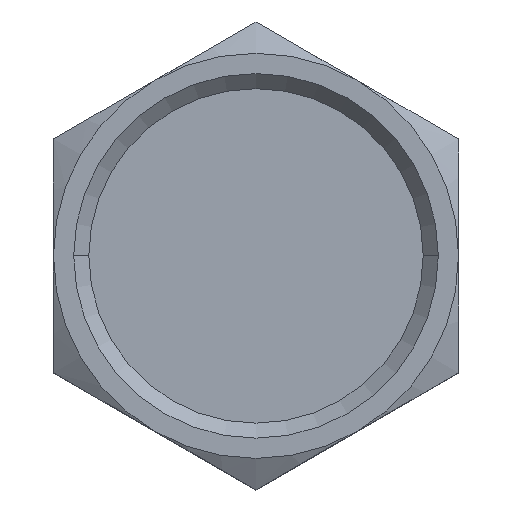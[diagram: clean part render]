
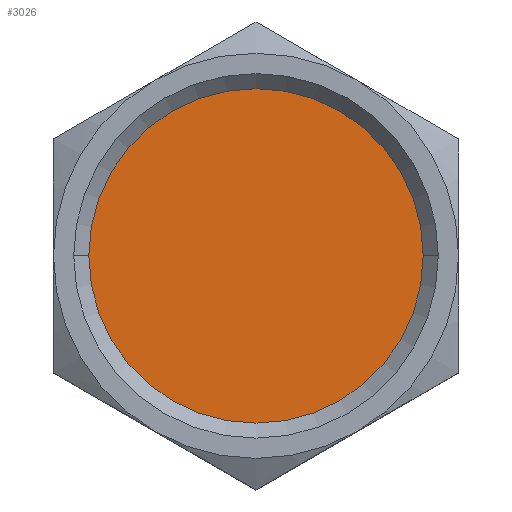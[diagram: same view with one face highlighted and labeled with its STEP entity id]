
A CAD part, top view. The second image highlights one B-rep face of the part: STEP entity #3026.
In plain terms, the highlighted planar face has unit normal (0, 0, 1).
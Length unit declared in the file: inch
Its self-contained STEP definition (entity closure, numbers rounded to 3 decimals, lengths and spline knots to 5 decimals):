
#434 = CARTESIAN_POINT ( 'NONE',  ( 0., 0., 0.0837 ) ) ;
#489 = CIRCLE ( 'NONE', #3112, 0.1032 ) ;
#851 = FACE_OUTER_BOUND ( 'NONE', #1866, .T. ) ;
#1360 = AXIS2_PLACEMENT_3D ( 'NONE', #434, #3350, #2884 ) ;
#1612 = CIRCLE ( 'NONE', #1360, 0.1032 ) ;
#1866 = EDGE_LOOP ( 'NONE', ( #2044, #4158 ) ) ;
#2044 = ORIENTED_EDGE ( 'NONE', *, *, #4006, .T. ) ;
#2253 = VERTEX_POINT ( 'NONE', #4084 ) ;
#2375 = DIRECTION ( 'NONE',  ( 1., 0., 0. ) ) ;
#2856 = CARTESIAN_POINT ( 'NONE',  ( 0., 0., 0.0837 ) ) ;
#2884 = DIRECTION ( 'NONE',  ( 1., 0., 0. ) ) ;
#3026 = ADVANCED_FACE ( 'NONE', ( #851 ), #4799, .T. ) ;
#3109 = EDGE_CURVE ( 'NONE', #4415, #2253, #1612, .T. ) ;
#3112 = AXIS2_PLACEMENT_3D ( 'NONE', #6297, #5294, #3799 ) ;
#3350 = DIRECTION ( 'NONE',  ( 0., 0., 1. ) ) ;
#3779 = DIRECTION ( 'NONE',  ( 0., 0., 1. ) ) ;
#3799 = DIRECTION ( 'NONE',  ( 1., 0., 0. ) ) ;
#4006 = EDGE_CURVE ( 'NONE', #2253, #4415, #489, .T. ) ;
#4009 = AXIS2_PLACEMENT_3D ( 'NONE', #2856, #3779, #2375 ) ;
#4039 = CARTESIAN_POINT ( 'NONE',  ( -0.1032, 0., 0.0837 ) ) ;
#4084 = CARTESIAN_POINT ( 'NONE',  ( 0.1032, 0., 0.0837 ) ) ;
#4158 = ORIENTED_EDGE ( 'NONE', *, *, #3109, .T. ) ;
#4415 = VERTEX_POINT ( 'NONE', #4039 ) ;
#4799 = PLANE ( 'NONE',  #4009 ) ;
#5294 = DIRECTION ( 'NONE',  ( 0., 0., 1. ) ) ;
#6297 = CARTESIAN_POINT ( 'NONE',  ( 0., 0., 0.0837 ) ) ;
